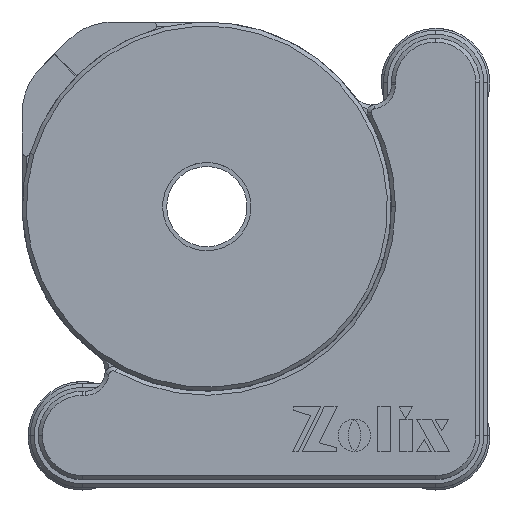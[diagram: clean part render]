
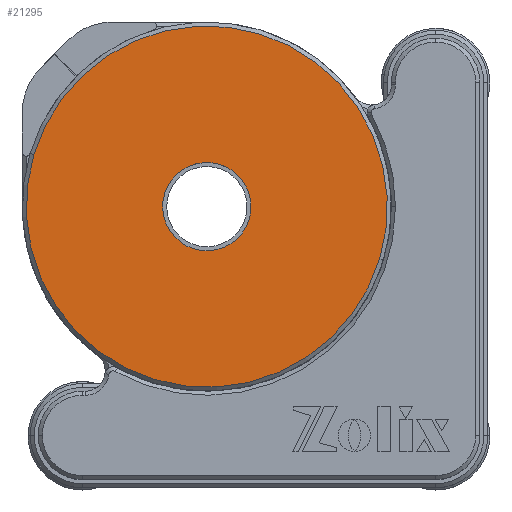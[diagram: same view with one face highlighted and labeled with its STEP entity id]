
A CAD part, top view. The second image highlights one B-rep face of the part: STEP entity #21295.
In plain terms, the highlighted planar face has unit normal (0, 0, 1).
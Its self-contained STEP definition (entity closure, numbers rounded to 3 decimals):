
#193 = DIRECTION ( 'NONE',  ( -0.958, 0.288, 0. ) ) ;
#391 = CIRCLE ( 'NONE', #6358, 5.5 ) ;
#442 = CARTESIAN_POINT ( 'NONE',  ( 6.628, 22.024, 0. ) ) ;
#694 = VERTEX_POINT ( 'NONE', #18221 ) ;
#849 = CARTESIAN_POINT ( 'NONE',  ( 0., 0., 0. ) ) ;
#2346 = DIRECTION ( 'NONE',  ( -0.958, 0.288, 0. ) ) ;
#4122 = AXIS2_PLACEMENT_3D ( 'NONE', #849, #4621, #6481 ) ;
#4621 = DIRECTION ( 'NONE',  ( 0., 0., 1. ) ) ;
#5256 = EDGE_CURVE ( 'NONE', #694, #8382, #11483, .T. ) ;
#5961 = DIRECTION ( 'NONE',  ( -0.958, 0.288, 0. ) ) ;
#6358 = AXIS2_PLACEMENT_3D ( 'NONE', #22219, #11141, #193 ) ;
#6481 = DIRECTION ( 'NONE',  ( -0.958, 0.288, 0. ) ) ;
#7458 = DIRECTION ( 'NONE',  ( -0.958, 0.288, 0. ) ) ;
#7576 = FACE_OUTER_BOUND ( 'NONE', #17850, .T. ) ;
#7603 = FACE_BOUND ( 'NONE', #7677, .T. ) ;
#7677 = EDGE_LOOP ( 'NONE', ( #17618, #16728 ) ) ;
#7732 = VERTEX_POINT ( 'NONE', #15081 ) ;
#8382 = VERTEX_POINT ( 'NONE', #14317 ) ;
#8607 = EDGE_CURVE ( 'NONE', #7732, #21376, #22376, .T. ) ;
#8857 = AXIS2_PLACEMENT_3D ( 'NONE', #11150, #9587, #7458 ) ;
#9587 = DIRECTION ( 'NONE',  ( 0., 0., -1. ) ) ;
#9659 = DIRECTION ( 'NONE',  ( 0., 0., -1. ) ) ;
#10056 = EDGE_CURVE ( 'NONE', #21376, #7732, #23766, .T. ) ;
#11141 = DIRECTION ( 'NONE',  ( 0., 0., -1. ) ) ;
#11150 = CARTESIAN_POINT ( 'NONE',  ( 0., 0., 0. ) ) ;
#11367 = ORIENTED_EDGE ( 'NONE', *, *, #10056, .T. ) ;
#11483 = CIRCLE ( 'NONE', #8857, 5.5 ) ;
#13578 = CARTESIAN_POINT ( 'NONE',  ( 21.545, -6.484, 0. ) ) ;
#14317 = CARTESIAN_POINT ( 'NONE',  ( -5.267, 1.585, 0. ) ) ;
#15081 = CARTESIAN_POINT ( 'NONE',  ( -21.545, 6.484, 0. ) ) ;
#15409 = PLANE ( 'NONE',  #19677 ) ;
#16728 = ORIENTED_EDGE ( 'NONE', *, *, #5256, .T. ) ;
#16879 = DIRECTION ( 'NONE',  ( 0., 0., 1. ) ) ;
#17618 = ORIENTED_EDGE ( 'NONE', *, *, #22551, .T. ) ;
#17850 = EDGE_LOOP ( 'NONE', ( #20124, #11367 ) ) ;
#18221 = CARTESIAN_POINT ( 'NONE',  ( 5.267, -1.585, 0. ) ) ;
#19677 = AXIS2_PLACEMENT_3D ( 'NONE', #442, #9659, #5961 ) ;
#20124 = ORIENTED_EDGE ( 'NONE', *, *, #8607, .T. ) ;
#21295 = ADVANCED_FACE ( 'NONE', ( #7576, #7603 ), #15409, .F. ) ;
#21376 = VERTEX_POINT ( 'NONE', #13578 ) ;
#22078 = AXIS2_PLACEMENT_3D ( 'NONE', #22709, #16879, #2346 ) ;
#22219 = CARTESIAN_POINT ( 'NONE',  ( 0., 0., 0. ) ) ;
#22376 = CIRCLE ( 'NONE', #22078, 22.5 ) ;
#22551 = EDGE_CURVE ( 'NONE', #8382, #694, #391, .T. ) ;
#22709 = CARTESIAN_POINT ( 'NONE',  ( 0., 0., 0. ) ) ;
#23766 = CIRCLE ( 'NONE', #4122, 22.5 ) ;
